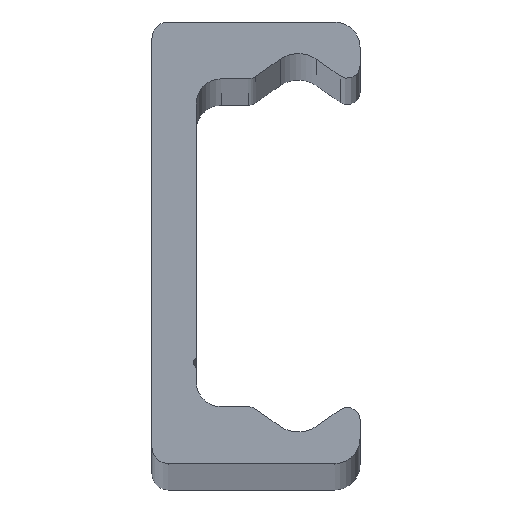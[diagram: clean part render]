
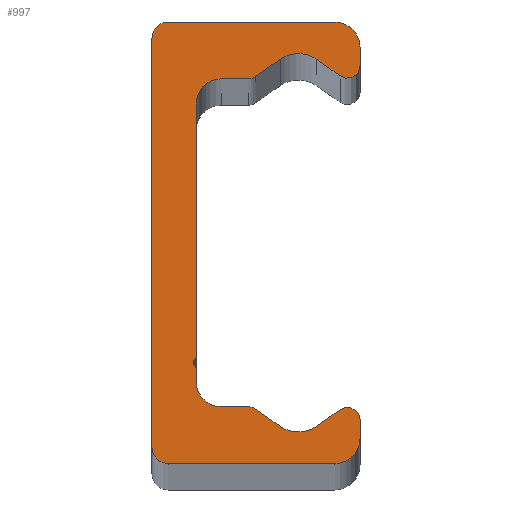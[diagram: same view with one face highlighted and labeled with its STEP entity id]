
A CAD part, top view. The second image highlights one B-rep face of the part: STEP entity #997.
In plain terms, the highlighted planar face has unit normal (0, 0, 1).
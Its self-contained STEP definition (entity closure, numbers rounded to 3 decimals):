
#34=VECTOR('',#1279,1.);
#39=VECTOR('',#1291,1.);
#43=VECTOR('',#1302,1.);
#47=VECTOR('',#1313,1.);
#51=VECTOR('',#1324,1.);
#55=VECTOR('',#1335,1.);
#59=VECTOR('',#1346,1.);
#63=VECTOR('',#1357,1.);
#67=VECTOR('',#1368,1.);
#71=VECTOR('',#1379,1.);
#75=VECTOR('',#1390,1.);
#79=VECTOR('',#1401,1.);
#83=VECTOR('',#1412,1.);
#86=LINE('',#1544,#34);
#91=LINE('',#1559,#39);
#95=LINE('',#1571,#43);
#99=LINE('',#1583,#47);
#103=LINE('',#1595,#51);
#107=LINE('',#1607,#55);
#111=LINE('',#1619,#59);
#115=LINE('',#1631,#63);
#119=LINE('',#1643,#67);
#123=LINE('',#1655,#71);
#127=LINE('',#1667,#75);
#131=LINE('',#1679,#79);
#135=LINE('',#1691,#83);
#151=PLANE('',#1126);
#213=VERTEX_POINT('',#1545);
#214=VERTEX_POINT('',#1546);
#217=VERTEX_POINT('',#1554);
#219=VERTEX_POINT('',#1560);
#221=VERTEX_POINT('',#1566);
#223=VERTEX_POINT('',#1572);
#225=VERTEX_POINT('',#1578);
#227=VERTEX_POINT('',#1584);
#229=VERTEX_POINT('',#1590);
#231=VERTEX_POINT('',#1596);
#233=VERTEX_POINT('',#1602);
#235=VERTEX_POINT('',#1608);
#237=VERTEX_POINT('',#1614);
#239=VERTEX_POINT('',#1620);
#241=VERTEX_POINT('',#1626);
#243=VERTEX_POINT('',#1632);
#245=VERTEX_POINT('',#1638);
#247=VERTEX_POINT('',#1644);
#249=VERTEX_POINT('',#1650);
#251=VERTEX_POINT('',#1656);
#253=VERTEX_POINT('',#1662);
#255=VERTEX_POINT('',#1668);
#257=VERTEX_POINT('',#1674);
#259=VERTEX_POINT('',#1680);
#261=VERTEX_POINT('',#1686);
#263=VERTEX_POINT('',#1692);
#310=CIRCLE('',#1076,2.);
#312=CIRCLE('',#1080,1.);
#314=CIRCLE('',#1084,2.5);
#316=CIRCLE('',#1088,1.);
#318=CIRCLE('',#1092,2.);
#320=CIRCLE('',#1096,0.5);
#322=CIRCLE('',#1100,2.);
#324=CIRCLE('',#1104,1.);
#326=CIRCLE('',#1108,2.5);
#328=CIRCLE('',#1112,1.);
#330=CIRCLE('',#1116,2.);
#332=CIRCLE('',#1120,1.3);
#334=CIRCLE('',#1124,1.3);
#381=EDGE_CURVE('',#213,#214,#86,.T.);
#385=EDGE_CURVE('',#214,#217,#310,.T.);
#388=EDGE_CURVE('',#217,#219,#91,.T.);
#391=EDGE_CURVE('',#219,#221,#312,.T.);
#394=EDGE_CURVE('',#221,#223,#95,.T.);
#397=EDGE_CURVE('',#223,#225,#314,.T.);
#400=EDGE_CURVE('',#225,#227,#99,.T.);
#403=EDGE_CURVE('',#227,#229,#316,.T.);
#406=EDGE_CURVE('',#229,#231,#103,.T.);
#409=EDGE_CURVE('',#231,#233,#318,.T.);
#412=EDGE_CURVE('',#233,#235,#107,.T.);
#415=EDGE_CURVE('',#235,#237,#320,.T.);
#418=EDGE_CURVE('',#237,#239,#111,.T.);
#421=EDGE_CURVE('',#239,#241,#322,.T.);
#424=EDGE_CURVE('',#241,#243,#115,.T.);
#427=EDGE_CURVE('',#243,#245,#324,.T.);
#430=EDGE_CURVE('',#245,#247,#119,.T.);
#433=EDGE_CURVE('',#247,#249,#326,.T.);
#436=EDGE_CURVE('',#249,#251,#123,.T.);
#439=EDGE_CURVE('',#251,#253,#328,.T.);
#442=EDGE_CURVE('',#253,#255,#127,.T.);
#445=EDGE_CURVE('',#255,#257,#330,.T.);
#448=EDGE_CURVE('',#257,#259,#131,.T.);
#451=EDGE_CURVE('',#259,#261,#332,.T.);
#454=EDGE_CURVE('',#261,#263,#135,.T.);
#457=EDGE_CURVE('',#263,#213,#334,.T.);
#653=ORIENTED_EDGE('',*,*,#381,.F.);
#654=ORIENTED_EDGE('',*,*,#457,.F.);
#655=ORIENTED_EDGE('',*,*,#454,.F.);
#656=ORIENTED_EDGE('',*,*,#451,.F.);
#657=ORIENTED_EDGE('',*,*,#448,.F.);
#658=ORIENTED_EDGE('',*,*,#445,.F.);
#659=ORIENTED_EDGE('',*,*,#442,.F.);
#660=ORIENTED_EDGE('',*,*,#439,.F.);
#661=ORIENTED_EDGE('',*,*,#436,.F.);
#662=ORIENTED_EDGE('',*,*,#433,.F.);
#663=ORIENTED_EDGE('',*,*,#430,.F.);
#664=ORIENTED_EDGE('',*,*,#427,.F.);
#665=ORIENTED_EDGE('',*,*,#424,.F.);
#666=ORIENTED_EDGE('',*,*,#421,.F.);
#667=ORIENTED_EDGE('',*,*,#418,.F.);
#668=ORIENTED_EDGE('',*,*,#415,.F.);
#669=ORIENTED_EDGE('',*,*,#412,.F.);
#670=ORIENTED_EDGE('',*,*,#409,.F.);
#671=ORIENTED_EDGE('',*,*,#406,.F.);
#672=ORIENTED_EDGE('',*,*,#403,.F.);
#673=ORIENTED_EDGE('',*,*,#400,.F.);
#674=ORIENTED_EDGE('',*,*,#397,.F.);
#675=ORIENTED_EDGE('',*,*,#394,.F.);
#676=ORIENTED_EDGE('',*,*,#391,.F.);
#677=ORIENTED_EDGE('',*,*,#388,.F.);
#678=ORIENTED_EDGE('',*,*,#385,.F.);
#821=EDGE_LOOP('',(#653,#654,#655,#656,#657,#658,#659,#660,#661,#662,#663,
#664,#665,#666,#667,#668,#669,#670,#671,#672,#673,#674,#675,#676,#677,#678));
#939=FACE_BOUND('',#821,.T.);
#997=ADVANCED_FACE('',(#939),#151,.T.);
#1076=AXIS2_PLACEMENT_3D('',#1553,#1285,#1286);
#1080=AXIS2_PLACEMENT_3D('',#1565,#1296,#1297);
#1084=AXIS2_PLACEMENT_3D('',#1577,#1307,#1308);
#1088=AXIS2_PLACEMENT_3D('',#1589,#1318,#1319);
#1092=AXIS2_PLACEMENT_3D('',#1601,#1329,#1330);
#1096=AXIS2_PLACEMENT_3D('',#1613,#1340,#1341);
#1100=AXIS2_PLACEMENT_3D('',#1625,#1351,#1352);
#1104=AXIS2_PLACEMENT_3D('',#1637,#1362,#1363);
#1108=AXIS2_PLACEMENT_3D('',#1649,#1373,#1374);
#1112=AXIS2_PLACEMENT_3D('',#1661,#1384,#1385);
#1116=AXIS2_PLACEMENT_3D('',#1673,#1395,#1396);
#1120=AXIS2_PLACEMENT_3D('',#1685,#1406,#1407);
#1124=AXIS2_PLACEMENT_3D('',#1697,#1417,#1418);
#1126=AXIS2_PLACEMENT_3D('',#1699,#1421,$);
#1279=DIRECTION('',(1.,0.,0.));
#1285=DIRECTION('',(0.,0.,-1.));
#1286=DIRECTION('',(2.,0.,0.));
#1291=DIRECTION('',(0.,-1.,0.));
#1296=DIRECTION('',(0.,0.,-1.));
#1297=DIRECTION('',(1.,0.,0.));
#1302=DIRECTION('',(-0.819,0.574,0.));
#1307=DIRECTION('',(0.,0.,1.));
#1308=DIRECTION('',(2.5,0.,0.));
#1313=DIRECTION('',(-0.819,-0.574,0.));
#1318=DIRECTION('',(0.,0.,-1.));
#1319=DIRECTION('',(1.,0.,0.));
#1324=DIRECTION('',(-1.,0.,0.));
#1329=DIRECTION('',(0.,0.,1.));
#1330=DIRECTION('',(2.,0.,0.));
#1335=DIRECTION('',(0.,-1.,0.));
#1340=DIRECTION('',(0.,0.,1.));
#1341=DIRECTION('',(0.5,0.,0.));
#1346=DIRECTION('',(0.,-1.,0.));
#1351=DIRECTION('',(0.,0.,1.));
#1352=DIRECTION('',(2.,0.,0.));
#1357=DIRECTION('',(1.,0.,0.));
#1362=DIRECTION('',(0.,0.,-1.));
#1363=DIRECTION('',(1.,0.,0.));
#1368=DIRECTION('',(0.819,-0.574,0.));
#1373=DIRECTION('',(0.,0.,1.));
#1374=DIRECTION('',(2.5,0.,0.));
#1379=DIRECTION('',(0.819,0.574,0.));
#1384=DIRECTION('',(0.,0.,-1.));
#1385=DIRECTION('',(1.,0.,0.));
#1390=DIRECTION('',(0.,-1.,0.));
#1395=DIRECTION('',(0.,0.,-1.));
#1396=DIRECTION('',(2.,0.,0.));
#1401=DIRECTION('',(-1.,0.,0.));
#1406=DIRECTION('',(0.,0.,-1.));
#1407=DIRECTION('',(1.3,0.,0.));
#1412=DIRECTION('',(0.,1.,0.));
#1417=DIRECTION('',(0.,0.,-1.));
#1418=DIRECTION('',(1.3,0.,0.));
#1421=DIRECTION('',(0.,0.,1.));
#1544=CARTESIAN_POINT('',(14.5,17.5,1200.));
#1545=CARTESIAN_POINT('',(1.3,17.5,1200.));
#1546=CARTESIAN_POINT('',(14.5,17.5,1200.));
#1553=CARTESIAN_POINT('',(14.5,15.5,1200.));
#1554=CARTESIAN_POINT('',(16.5,15.5,1200.));
#1559=CARTESIAN_POINT('',(16.5,14.042,1200.));
#1560=CARTESIAN_POINT('',(16.5,14.042,1200.));
#1565=CARTESIAN_POINT('',(15.5,14.042,1200.));
#1566=CARTESIAN_POINT('',(14.926,13.223,1200.));
#1571=CARTESIAN_POINT('',(13.034,14.548,1200.));
#1572=CARTESIAN_POINT('',(13.034,14.548,1200.));
#1577=CARTESIAN_POINT('',(11.6,12.5,1200.));
#1578=CARTESIAN_POINT('',(10.166,14.548,1200.));
#1583=CARTESIAN_POINT('',(8.214,13.181,1200.));
#1584=CARTESIAN_POINT('',(8.214,13.181,1200.));
#1589=CARTESIAN_POINT('',(7.64,14.,1200.));
#1590=CARTESIAN_POINT('',(7.64,13.,1200.));
#1595=CARTESIAN_POINT('',(5.5,13.,1200.));
#1596=CARTESIAN_POINT('',(5.5,13.,1200.));
#1601=CARTESIAN_POINT('',(5.5,11.,1200.));
#1602=CARTESIAN_POINT('',(3.5,11.,1200.));
#1607=CARTESIAN_POINT('',(3.5,-9.067,1200.));
#1608=CARTESIAN_POINT('',(3.5,-9.067,1200.));
#1613=CARTESIAN_POINT('',(3.75,-9.5,1200.));
#1614=CARTESIAN_POINT('',(3.5,-9.933,1200.));
#1619=CARTESIAN_POINT('',(3.5,-11.,1200.));
#1620=CARTESIAN_POINT('',(3.5,-11.,1200.));
#1625=CARTESIAN_POINT('',(5.5,-11.,1200.));
#1626=CARTESIAN_POINT('',(5.5,-13.,1200.));
#1631=CARTESIAN_POINT('',(7.64,-13.,1200.));
#1632=CARTESIAN_POINT('',(7.64,-13.,1200.));
#1637=CARTESIAN_POINT('',(7.64,-14.,1200.));
#1638=CARTESIAN_POINT('',(8.214,-13.181,1200.));
#1643=CARTESIAN_POINT('',(10.166,-14.548,1200.));
#1644=CARTESIAN_POINT('',(10.166,-14.548,1200.));
#1649=CARTESIAN_POINT('',(11.6,-12.5,1200.));
#1650=CARTESIAN_POINT('',(13.034,-14.548,1200.));
#1655=CARTESIAN_POINT('',(14.926,-13.223,1200.));
#1656=CARTESIAN_POINT('',(14.926,-13.223,1200.));
#1661=CARTESIAN_POINT('',(15.5,-14.042,1200.));
#1662=CARTESIAN_POINT('',(16.5,-14.042,1200.));
#1667=CARTESIAN_POINT('',(16.5,-15.5,1200.));
#1668=CARTESIAN_POINT('',(16.5,-15.5,1200.));
#1673=CARTESIAN_POINT('',(14.5,-15.5,1200.));
#1674=CARTESIAN_POINT('',(14.5,-17.5,1200.));
#1679=CARTESIAN_POINT('',(1.3,-17.5,1200.));
#1680=CARTESIAN_POINT('',(1.3,-17.5,1200.));
#1685=CARTESIAN_POINT('',(1.3,-16.2,1200.));
#1686=CARTESIAN_POINT('',(0.,-16.2,1200.));
#1691=CARTESIAN_POINT('',(0.,16.2,1200.));
#1692=CARTESIAN_POINT('',(0.,16.2,1200.));
#1697=CARTESIAN_POINT('',(1.3,16.2,1200.));
#1699=CARTESIAN_POINT('',(5.942,-0.014,1200.));
